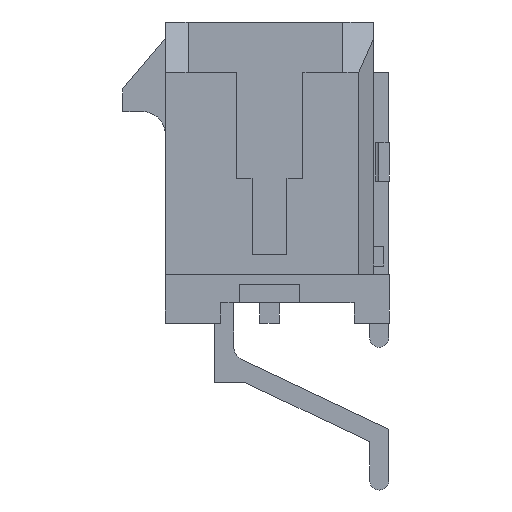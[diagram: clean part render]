
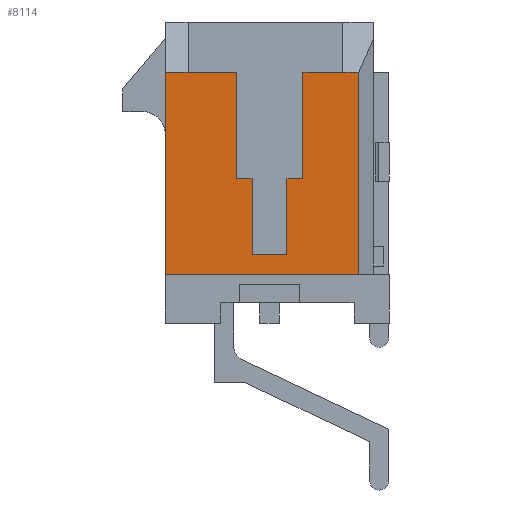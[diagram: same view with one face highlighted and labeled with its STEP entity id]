
A CAD part, left-side view. The second image highlights one B-rep face of the part: STEP entity #8114.
In plain terms, the highlighted planar face has unit normal (-1, 0, 0).
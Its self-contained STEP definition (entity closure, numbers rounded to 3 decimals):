
#1572=DIRECTION('',(0.,0.,-1.));
#1573=VECTOR('',#1572,3.5);
#1574=CARTESIAN_POINT('',(-9.325,-1.1,3.305));
#1575=LINE('',#1574,#1573);
#1576=DIRECTION('',(0.,1.,0.));
#1577=VECTOR('',#1576,1.31);
#1578=CARTESIAN_POINT('',(-9.325,-2.41,3.305));
#1579=LINE('',#1578,#1577);
#1580=DIRECTION('',(0.,-1.,0.));
#1581=VECTOR('',#1580,0.52);
#1582=CARTESIAN_POINT('',(-9.325,-2.41,3.305));
#1583=LINE('',#1582,#1581);
#1584=DIRECTION('',(0.,0.,-1.));
#1585=VECTOR('',#1584,6.66);
#1586=CARTESIAN_POINT('',(-9.325,-2.93,3.305));
#1587=LINE('',#1586,#1585);
#1588=DIRECTION('',(0.,1.,0.));
#1589=VECTOR('',#1588,6.36);
#1590=CARTESIAN_POINT('',(-9.325,-2.93,-3.355));
#1591=LINE('',#1590,#1589);
#1592=DIRECTION('',(0.,0.,1.));
#1593=VECTOR('',#1592,6.66);
#1594=CARTESIAN_POINT('',(-9.325,3.43,-3.355));
#1595=LINE('',#1594,#1593);
#1596=DIRECTION('',(0.,-1.,0.));
#1597=VECTOR('',#1596,0.75);
#1598=CARTESIAN_POINT('',(-9.325,3.43,3.305));
#1599=LINE('',#1598,#1597);
#1600=DIRECTION('',(0.,1.,0.));
#1601=VECTOR('',#1600,1.58);
#1602=CARTESIAN_POINT('',(-9.325,1.1,3.305));
#1603=LINE('',#1602,#1601);
#1604=DIRECTION('',(0.,0.,-1.));
#1605=VECTOR('',#1604,3.5);
#1606=CARTESIAN_POINT('',(-9.325,1.1,3.305));
#1607=LINE('',#1606,#1605);
#1608=DIRECTION('',(0.,1.,0.));
#1609=VECTOR('',#1608,0.525);
#1610=CARTESIAN_POINT('',(-9.325,0.575,-0.195));
#1611=LINE('',#1610,#1609);
#1612=DIRECTION('',(0.,0.,1.));
#1613=VECTOR('',#1612,2.5);
#1614=CARTESIAN_POINT('',(-9.325,0.575,-2.695));
#1615=LINE('',#1614,#1613);
#1616=DIRECTION('',(0.,1.,0.));
#1617=VECTOR('',#1616,1.15);
#1618=CARTESIAN_POINT('',(-9.325,-0.575,-2.695));
#1619=LINE('',#1618,#1617);
#1620=DIRECTION('',(0.,0.,-1.));
#1621=VECTOR('',#1620,2.5);
#1622=CARTESIAN_POINT('',(-9.325,-0.575,-0.195));
#1623=LINE('',#1622,#1621);
#1624=DIRECTION('',(0.,1.,0.));
#1625=VECTOR('',#1624,0.525);
#1626=CARTESIAN_POINT('',(-9.325,-1.1,-0.195));
#1627=LINE('',#1626,#1625);
#4674=CARTESIAN_POINT('',(-9.325,3.43,3.305));
#4676=VERTEX_POINT('',#4674);
#4725=CARTESIAN_POINT('',(-9.325,2.68,3.305));
#4726=VERTEX_POINT('',#4725);
#4727=CARTESIAN_POINT('',(-9.325,-2.41,3.305));
#4728=VERTEX_POINT('',#4727);
#4847=CARTESIAN_POINT('',(-9.325,-1.1,3.305));
#4848=CARTESIAN_POINT('',(-9.325,-1.1,-0.195));
#4849=VERTEX_POINT('',#4847);
#4850=VERTEX_POINT('',#4848);
#4851=CARTESIAN_POINT('',(-9.325,-0.575,-0.195));
#4852=VERTEX_POINT('',#4851);
#4853=CARTESIAN_POINT('',(-9.325,-0.575,-2.695));
#4854=VERTEX_POINT('',#4853);
#4855=CARTESIAN_POINT('',(-9.325,0.575,-2.695));
#4856=VERTEX_POINT('',#4855);
#4857=CARTESIAN_POINT('',(-9.325,0.575,-0.195));
#4858=VERTEX_POINT('',#4857);
#4859=CARTESIAN_POINT('',(-9.325,1.1,-0.195));
#4860=VERTEX_POINT('',#4859);
#4861=CARTESIAN_POINT('',(-9.325,1.1,3.305));
#4862=VERTEX_POINT('',#4861);
#5763=CARTESIAN_POINT('',(-9.325,3.43,-3.355));
#5764=VERTEX_POINT('',#5763);
#5769=CARTESIAN_POINT('',(-9.325,-2.93,3.305));
#5770=VERTEX_POINT('',#5769);
#5771=CARTESIAN_POINT('',(-9.325,-2.93,-3.355));
#5772=VERTEX_POINT('',#5771);
#8082=CARTESIAN_POINT('',(-9.325,0.,0.));
#8083=DIRECTION('',(1.,0.,0.));
#8084=DIRECTION('',(0.,0.,-1.));
#8085=AXIS2_PLACEMENT_3D('',#8082,#8083,#8084);
#8086=PLANE('',#8085);
#8088=ORIENTED_EDGE('',*,*,#8087,.F.);
#8090=ORIENTED_EDGE('',*,*,#8089,.F.);
#8092=ORIENTED_EDGE('',*,*,#8091,.T.);
#8093=ORIENTED_EDGE('',*,*,#8074,.T.);
#8094=ORIENTED_EDGE('',*,*,#7334,.T.);
#8095=ORIENTED_EDGE('',*,*,#7163,.T.);
#8097=ORIENTED_EDGE('',*,*,#8096,.T.);
#8099=ORIENTED_EDGE('',*,*,#8098,.F.);
#8101=ORIENTED_EDGE('',*,*,#8100,.T.);
#8103=ORIENTED_EDGE('',*,*,#8102,.F.);
#8105=ORIENTED_EDGE('',*,*,#8104,.F.);
#8107=ORIENTED_EDGE('',*,*,#8106,.F.);
#8109=ORIENTED_EDGE('',*,*,#8108,.F.);
#8111=ORIENTED_EDGE('',*,*,#8110,.F.);
#8112=EDGE_LOOP('',(#8088,#8090,#8092,#8093,#8094,#8095,#8097,#8099,#8101,#8103,
#8105,#8107,#8109,#8111));
#8113=FACE_OUTER_BOUND('',#8112,.F.);
#8114=ADVANCED_FACE('',(#8113),#8086,.F.);
#7163=EDGE_CURVE('',#5764,#4676,#1595,.T.);
#7334=EDGE_CURVE('',#5772,#5764,#1591,.T.);
#8074=EDGE_CURVE('',#5770,#5772,#1587,.T.);
#8087=EDGE_CURVE('',#4849,#4850,#1575,.T.);
#8089=EDGE_CURVE('',#4728,#4849,#1579,.T.);
#8091=EDGE_CURVE('',#4728,#5770,#1583,.T.);
#8096=EDGE_CURVE('',#4676,#4726,#1599,.T.);
#8098=EDGE_CURVE('',#4862,#4726,#1603,.T.);
#8100=EDGE_CURVE('',#4862,#4860,#1607,.T.);
#8102=EDGE_CURVE('',#4858,#4860,#1611,.T.);
#8104=EDGE_CURVE('',#4856,#4858,#1615,.T.);
#8106=EDGE_CURVE('',#4854,#4856,#1619,.T.);
#8108=EDGE_CURVE('',#4852,#4854,#1623,.T.);
#8110=EDGE_CURVE('',#4850,#4852,#1627,.T.);
